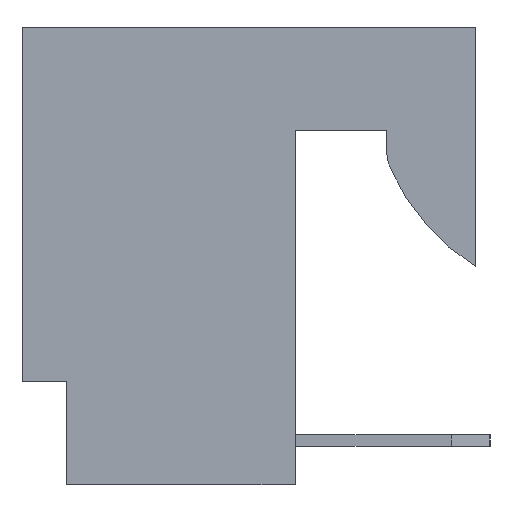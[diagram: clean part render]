
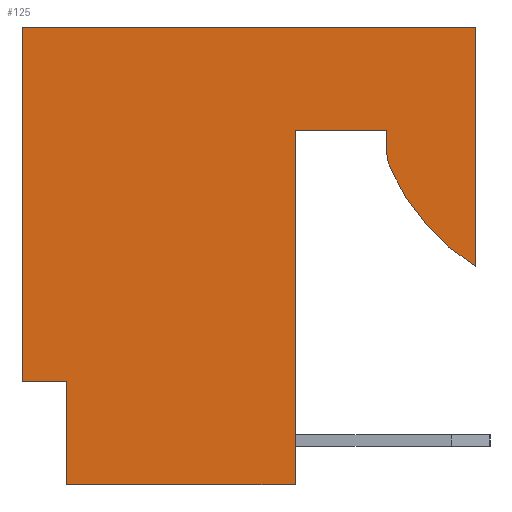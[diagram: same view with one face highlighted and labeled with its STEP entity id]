
A CAD part, left-side view. The second image highlights one B-rep face of the part: STEP entity #125.
In plain terms, the highlighted planar face has unit normal (-1, 0, 0).
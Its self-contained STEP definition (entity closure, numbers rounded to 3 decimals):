
#125=ADVANCED_FACE('',(#812),#813,.F.);
#812=FACE_OUTER_BOUND('',#2100,.T.);
#813=PLANE('',#2101);
#2100=EDGE_LOOP('',(#3628,#3629,#3630,#3631,#3632,#3633,#3634,#3635,#3636,#3637,#3638));
#2101=AXIS2_PLACEMENT_3D('',#3639,#3640,#3641);
#3628=ORIENTED_EDGE('',*,*,#8802,.F.);
#3629=ORIENTED_EDGE('',*,*,#8803,.F.);
#3630=ORIENTED_EDGE('',*,*,#8804,.F.);
#3631=ORIENTED_EDGE('',*,*,#8805,.F.);
#3632=ORIENTED_EDGE('',*,*,#8806,.F.);
#3633=ORIENTED_EDGE('',*,*,#8807,.F.);
#3634=ORIENTED_EDGE('',*,*,#8808,.F.);
#3635=ORIENTED_EDGE('',*,*,#8809,.F.);
#3636=ORIENTED_EDGE('',*,*,#8810,.F.);
#3637=ORIENTED_EDGE('',*,*,#8811,.F.);
#3638=ORIENTED_EDGE('',*,*,#8812,.F.);
#3639=CARTESIAN_POINT('',(-15.189,0.0,0.0));
#3640=DIRECTION('',(1.0,0.0,0.0));
#3641=DIRECTION('',(0.0,1.0,0.0));
#8802=EDGE_CURVE('',#10792,#10793,#10794,.T.);
#8803=EDGE_CURVE('',#10795,#10792,#10796,.T.);
#8804=EDGE_CURVE('',#10797,#10795,#10798,.T.);
#8805=EDGE_CURVE('',#10799,#10797,#10800,.T.);
#8806=EDGE_CURVE('',#10801,#10799,#10802,.T.);
#8807=EDGE_CURVE('',#10803,#10801,#10804,.T.);
#8808=EDGE_CURVE('',#10805,#10803,#10806,.T.);
#8809=EDGE_CURVE('',#10807,#10805,#10808,.T.);
#8810=EDGE_CURVE('',#10809,#10807,#10810,.T.);
#8811=EDGE_CURVE('',#10811,#10809,#10812,.T.);
#8812=EDGE_CURVE('',#10793,#10811,#10813,.T.);
#10792=VERTEX_POINT('',#13740);
#10793=VERTEX_POINT('',#13741);
#10794=LINE('',#13742,#13743);
#10795=VERTEX_POINT('',#13744);
#10796=LINE('',#13745,#13746);
#10797=VERTEX_POINT('',#13747);
#10798=LINE('',#13748,#13749);
#10799=VERTEX_POINT('',#13750);
#10800=LINE('',#13751,#13752);
#10801=VERTEX_POINT('',#13753);
#10802=LINE('',#13754,#13755);
#10803=VERTEX_POINT('',#13756);
#10804=LINE('',#13757,#13758);
#10805=VERTEX_POINT('',#13759);
#10806=LINE('',#13760,#13761);
#10807=VERTEX_POINT('',#13762);
#10808=LINE('',#13763,#13764);
#10809=VERTEX_POINT('',#13765);
#10810=CIRCLE('',#13766,0.762);
#10811=VERTEX_POINT('',#13767);
#10812=CIRCLE('',#13768,3.81);
#10813=LINE('',#13769,#13770);
#13740=CARTESIAN_POINT('',(-15.189,7.798,0.0));
#13741=CARTESIAN_POINT('',(-15.189,0.0,0.0));
#13742=CARTESIAN_POINT('',(-15.189,7.798,0.0));
#13743=VECTOR('',#17902,7.798);
#13744=CARTESIAN_POINT('',(-15.189,7.798,-6.096));
#13745=CARTESIAN_POINT('',(-15.189,7.798,-6.096));
#13746=VECTOR('',#17903,6.096);
#13747=CARTESIAN_POINT('',(-15.189,7.036,-6.096));
#13748=CARTESIAN_POINT('',(-15.189,7.036,-6.096));
#13749=VECTOR('',#17904,0.762);
#13750=CARTESIAN_POINT('',(-15.189,7.036,-7.874));
#13751=CARTESIAN_POINT('',(-15.189,7.036,-7.874));
#13752=VECTOR('',#17905,1.778);
#13753=CARTESIAN_POINT('',(-15.189,3.099,-7.874));
#13754=CARTESIAN_POINT('',(-15.189,3.099,-7.874));
#13755=VECTOR('',#17906,3.937);
#13756=CARTESIAN_POINT('',(-15.189,3.099,-1.778));
#13757=CARTESIAN_POINT('',(-15.189,3.099,-1.778));
#13758=VECTOR('',#17907,6.096);
#13759=CARTESIAN_POINT('',(-15.189,1.524,-1.778));
#13760=CARTESIAN_POINT('',(-15.189,1.524,-1.778));
#13761=VECTOR('',#17908,1.575);
#13762=CARTESIAN_POINT('',(-15.189,1.524,-2.125));
#13763=CARTESIAN_POINT('',(-15.189,1.524,-2.125));
#13764=VECTOR('',#17909,0.347);
#13765=CARTESIAN_POINT('',(-15.189,1.459,-2.434));
#13766=AXIS2_PLACEMENT_3D('',#17910,#17911,#17912);
#13767=CARTESIAN_POINT('',(-15.189,0.0,-4.117));
#13768=AXIS2_PLACEMENT_3D('',#17913,#17914,#17915);
#13769=CARTESIAN_POINT('',(-15.189,0.0,0.0));
#13770=VECTOR('',#17916,4.117);
#17902=DIRECTION('',(0.0,-1.0,0.0));
#17903=DIRECTION('',(0.0,0.0,1.0));
#17904=DIRECTION('',(0.0,1.0,0.0));
#17905=DIRECTION('',(0.0,0.0,1.0));
#17906=DIRECTION('',(0.0,1.0,0.0));
#17907=DIRECTION('',(0.0,0.0,-1.0));
#17908=DIRECTION('',(0.0,1.0,0.0));
#17909=DIRECTION('',(0.0,0.0,1.0));
#17910=CARTESIAN_POINT('',(-15.189,0.762,-2.125));
#17911=DIRECTION('',(1.0,0.0,0.0));
#17912=DIRECTION('',(0.0,0.914,-0.405));
#17913=CARTESIAN_POINT('',(-15.189,-2.024,-0.889));
#17914=DIRECTION('',(1.0,0.0,0.0));
#17915=DIRECTION('',(0.0,0.531,-0.847));
#17916=DIRECTION('',(0.0,0.0,-1.0));
